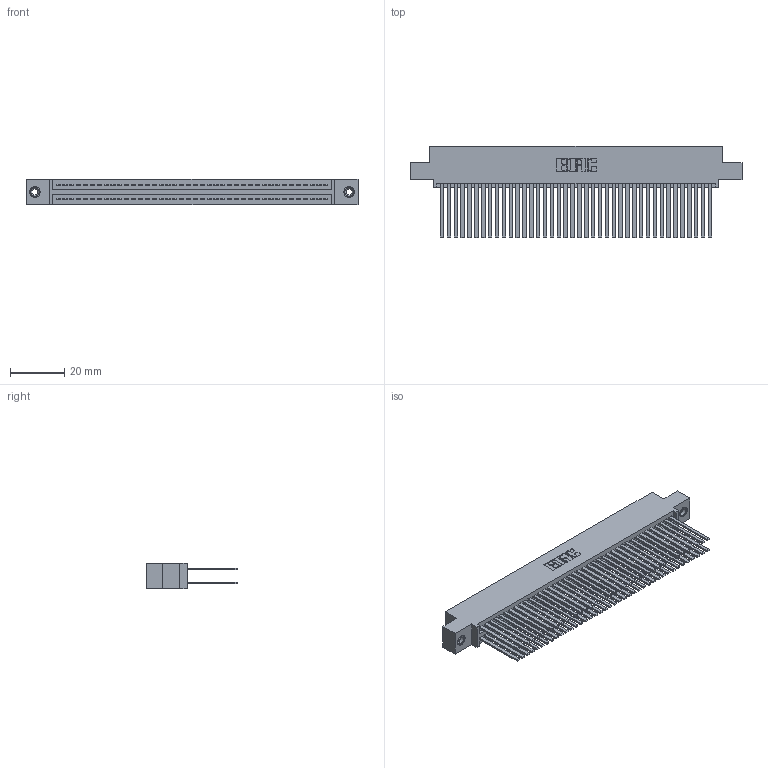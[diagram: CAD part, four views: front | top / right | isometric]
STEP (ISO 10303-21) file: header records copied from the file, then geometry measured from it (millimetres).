
FILE_DESCRIPTION (( 'STEP AP203' ), '1' );
FILE_NAME ('345-080-544-508.STEP', '2019-10-31T19:51:49', ( '' ), ( '' ), 'SwSTEP 2.0', 'SolidWorks 2016', '' );
FILE_SCHEMA (( 'CONFIG_CONTROL_DESIGN' ));
Length unit declared in the file: inch
Products named in the file (4): 345-250-001_345-250-003-102; 345 Part_0.110 Offset - 0.156 Dia-TI; 345-080-544-508; 345-292-001_345-293-144
Assembly tree (83 placements, depth 2):
  345-080-544-508
    345 Part_0.110 Offset - 0.156 Dia-TI
    345-292-001_345-293-144  x80
    345-250-001_345-250-003-102  x2
Bounding box: 122.81 x 33.96 x 9.4 mm (x, y, z)
Volume: 12952.8 mm3; surface area: 22500.8 mm2
Topology: 83 solids, 83 shells, 3710 faces, 10969 edges, 7198 vertices
Faces by surface type: plane 2436, cylinder 1258, cone 12, torus 4
Entity records: 32788 total; most frequent: CARTESIAN_POINT 5479, ORIENTED_EDGE 5406, DIRECTION 4857, EDGE_CURVE 2703, VECTOR 2395, LINE 2395, VERTEX_POINT 1796, AXIS2_PLACEMENT_3D 1231
